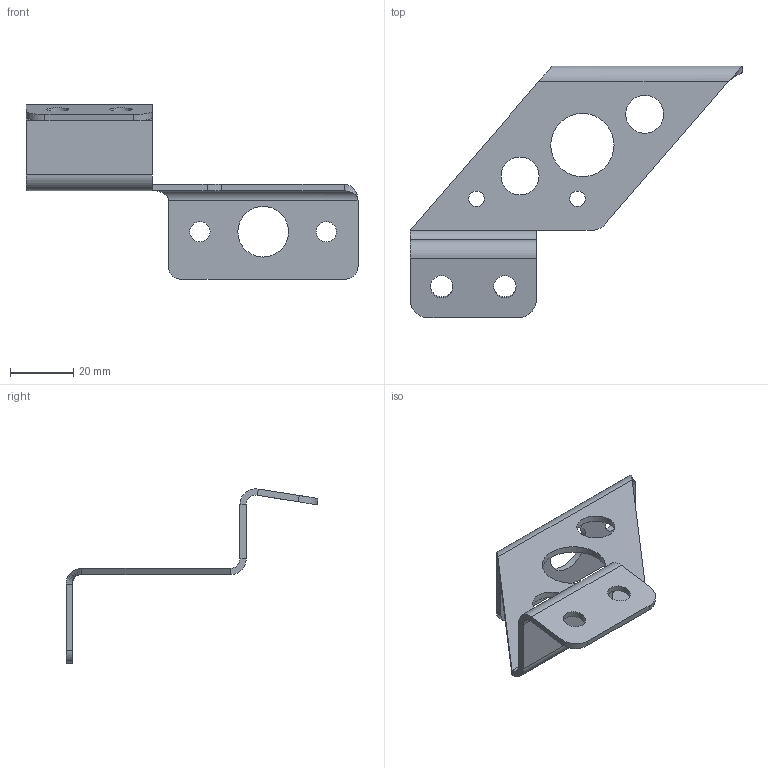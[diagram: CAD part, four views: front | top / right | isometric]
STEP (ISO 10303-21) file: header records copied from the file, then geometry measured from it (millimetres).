
FILE_DESCRIPTION(/* description */ ('HLW-Befestigung unten li'),/* implementation_level */ '2;1');
FILE_NAME(/* name */ '1000-00063-b-2.stp',/* time_stamp */ '2014-09-04T16:12:09+02:00',/* author */ ('Andreas'),/* organization */ (''),/* preprocessor_version */ 'ST-DEVELOPER v15.2',/* originating_system */ 'Autodesk Inventor 2014',/* authorisation */ '');
FILE_SCHEMA (('AUTOMOTIVE_DESIGN { 1 0 10303 214 3 1 1 }'));
Length unit declared in the file: millimetre
Products named in the file (1): 1000-00063-b-2
Bounding box: 105 x 79.69 x 55.15 mm (x, y, z)
Volume: 11460.9 mm3; surface area: 12869.2 mm2
Topology: 1 solids, 1 shells, 43 faces, 105 edges, 64 vertices
Faces by surface type: cylinder 21, plane 20, bspline 2
Full cylindrical faces by diameter (mm): 4.9 x2, 6.4 x2, 7.1 x2, 12 x2, 16 x1, 20 x1
Entity records: 1346 total; most frequent: CARTESIAN_POINT 299, DIRECTION 213, ORIENTED_EDGE 190, EDGE_CURVE 95, AXIS2_PLACEMENT_3D 80, EDGE_LOOP 73, VERTEX_POINT 64, LINE 53
